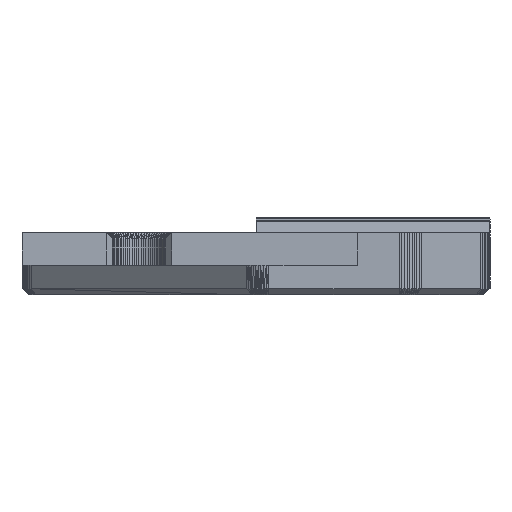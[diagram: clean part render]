
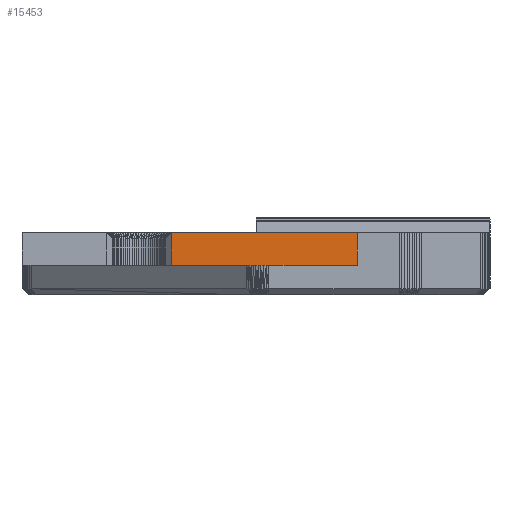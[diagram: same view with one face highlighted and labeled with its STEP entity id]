
A CAD part, left-side view. The second image highlights one B-rep face of the part: STEP entity #15453.
In plain terms, the highlighted planar face has unit normal (-1, 0, 0).
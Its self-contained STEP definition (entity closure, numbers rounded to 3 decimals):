
#12364 = VERTEX_POINT('',#12365);
#12365 = CARTESIAN_POINT('',(154.,155.4,
    4.));
#12371 = EDGE_CURVE('',#12364,#12372,#12374,.T.);
#12372 = VERTEX_POINT('',#12373);
#12373 = CARTESIAN_POINT('',(154.,143.5,4.));
#12374 = LINE('',#12375,#12376);
#12375 = CARTESIAN_POINT('',(154.,155.4,
    4.));
#12376 = VECTOR('',#12377,1.);
#12377 = DIRECTION('',(0.,-1.,0.));
#14212 = EDGE_CURVE('',#14213,#12372,#14215,.T.);
#14213 = VERTEX_POINT('',#14214);
#14214 = CARTESIAN_POINT('',(154.,143.5,1.9));
#14215 = LINE('',#14216,#14217);
#14216 = CARTESIAN_POINT('',(154.,143.5,1.9));
#14217 = VECTOR('',#14218,1.);
#14218 = DIRECTION('',(0.,0.,1.));
#14866 = EDGE_CURVE('',#14867,#14213,#14869,.T.);
#14867 = VERTEX_POINT('',#14868);
#14868 = CARTESIAN_POINT('',(154.,155.4,
    1.9));
#14869 = LINE('',#14870,#14871);
#14870 = CARTESIAN_POINT('',(154.,155.4,
    1.9));
#14871 = VECTOR('',#14872,1.);
#14872 = DIRECTION('',(0.,-1.,0.));
#15453 = ADVANCED_FACE('',(#15454),#15465,.T.);
#15454 = FACE_BOUND('',#15455,.T.);
#15455 = EDGE_LOOP('',(#15456,#15457,#15458,#15464));
#15456 = ORIENTED_EDGE('',*,*,#14212,.T.);
#15457 = ORIENTED_EDGE('',*,*,#12371,.F.);
#15458 = ORIENTED_EDGE('',*,*,#15459,.F.);
#15459 = EDGE_CURVE('',#14867,#12364,#15460,.T.);
#15460 = LINE('',#15461,#15462);
#15461 = CARTESIAN_POINT('',(154.,155.4,
    1.9));
#15462 = VECTOR('',#15463,1.);
#15463 = DIRECTION('',(0.,0.,1.));
#15464 = ORIENTED_EDGE('',*,*,#14866,.T.);
#15465 = PLANE('',#15466);
#15466 = AXIS2_PLACEMENT_3D('',#15467,#15468,#15469);
#15467 = CARTESIAN_POINT('',(154.,149.45,
    2.95));
#15468 = DIRECTION('',(-1.,-0.,-0.));
#15469 = DIRECTION('',(0.,0.,-1.));
